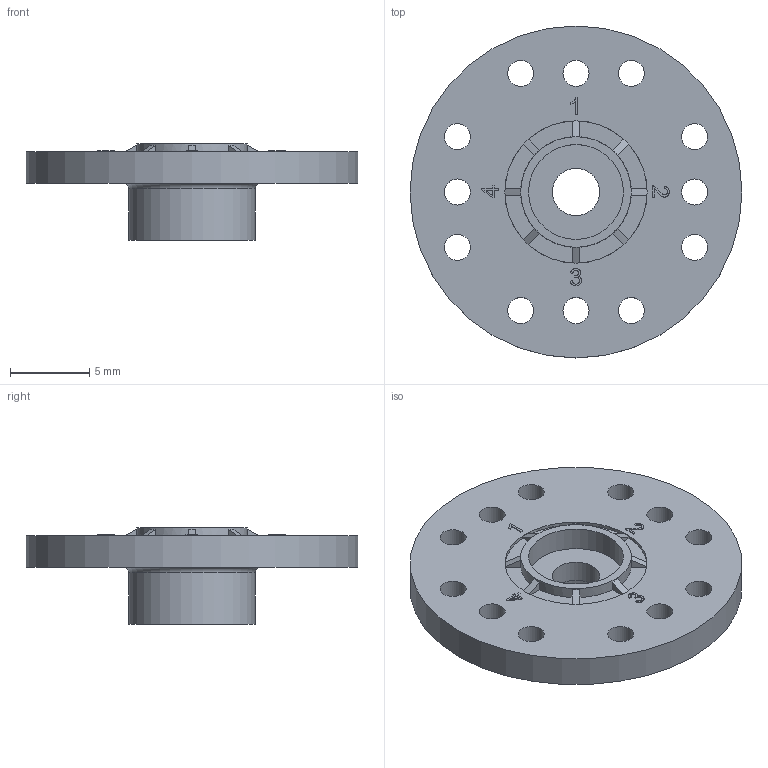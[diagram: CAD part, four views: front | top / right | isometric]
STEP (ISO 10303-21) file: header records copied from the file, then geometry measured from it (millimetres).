
FILE_DESCRIPTION(/* description */ (''),/* implementation_level */ '2;1');
FILE_NAME(/* name */ 'FSH-6W.step',/* time_stamp */ '2019-09-05T16:16:31+09:00',/* author */ (''),/* organization */ (''),/* preprocessor_version */ 'ST-DEVELOPER v18',/* originating_system */ 'Autodesk Translation Framework v8.6.0.1094',/* authorisation */ '');
FILE_SCHEMA (('AUTOMOTIVE_DESIGN { 1 0 10303 214 3 1 1 }'));
Length unit declared in the file: millimetre
Products named in the file (1): FSH-6W
Bounding box: 21 x 21 x 6.1 mm (x, y, z)
Volume: 695.9 mm3; surface area: 1097.4 mm2
Topology: 1 solids, 1 shells, 138 faces, 380 edges, 253 vertices
Faces by surface type: plane 61, bspline 49, cylinder 19, cone 8, torus 1
Full cylindrical faces by diameter (mm): 1.65 x12, 3 x1, 6 x2, 7 x1, 8 x1, 9 x1, 21 x1
Entity records: 4934 total; most frequent: CARTESIAN_POINT 1637, ORIENTED_EDGE 760, DIRECTION 518, EDGE_CURVE 380, VERTEX_POINT 253, LINE 194, VECTOR 194, EDGE_LOOP 173
